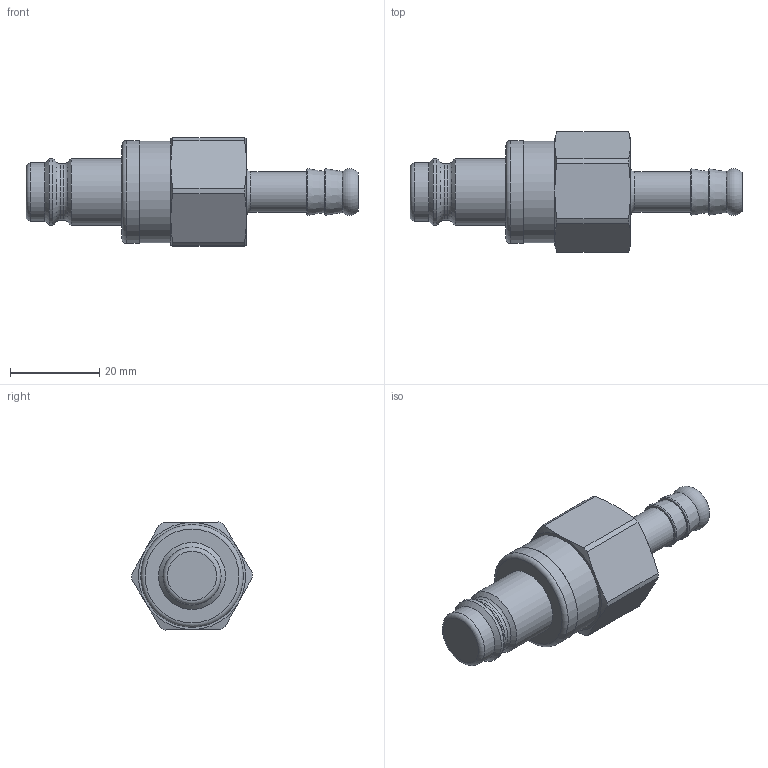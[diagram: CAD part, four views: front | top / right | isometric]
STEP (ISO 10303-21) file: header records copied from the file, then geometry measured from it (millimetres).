
FILE_DESCRIPTION((''),'2;1');
FILE_NAME('27sbtf09evx.stp','2014-12-03T15:50:14',('IA176480'),(''),'Autodesk Inventor 2013','Autodesk Inventor 2013','');
FILE_SCHEMA(('AUTOMOTIVE_DESIGN { 1 0 10303 214 1 1 1 1 }'));
Length unit declared in the file: millimetre
Products named in the file (1): D112967
Bounding box: 74.4 x 27.05 x 24.21 mm (x, y, z)
Volume: 17979.4 mm3; surface area: 5614.4 mm2
Topology: 1 solids, 3 shells, 64 faces, 133 edges, 79 vertices
Faces by surface type: cone 21, cylinder 19, plane 16, torus 8
Full cylindrical faces by diameter (mm): 9.1 x1, 12.65 x1, 13 x1, 15 x2, 18.46 x1, 18.5 x2, 19 x2, 20.3 x1, 22.75 x1, 23 x1
Entity records: 1575 total; most frequent: CARTESIAN_POINT 285, DIRECTION 266, ORIENTED_EDGE 196, AXIS2_PLACEMENT_3D 127, EDGE_LOOP 102, EDGE_CURVE 98, VERTEX_POINT 74, FACE_OUTER_BOUND 64
